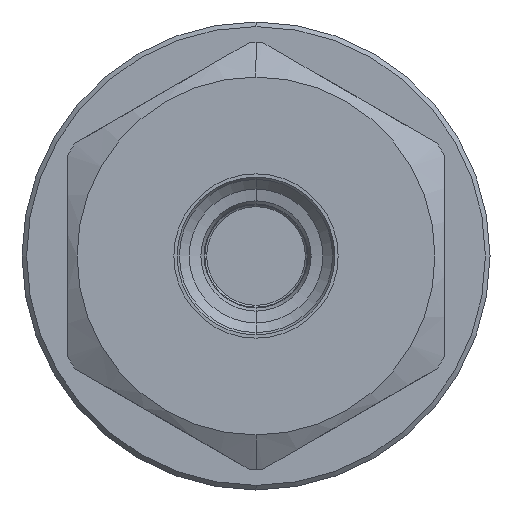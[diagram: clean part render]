
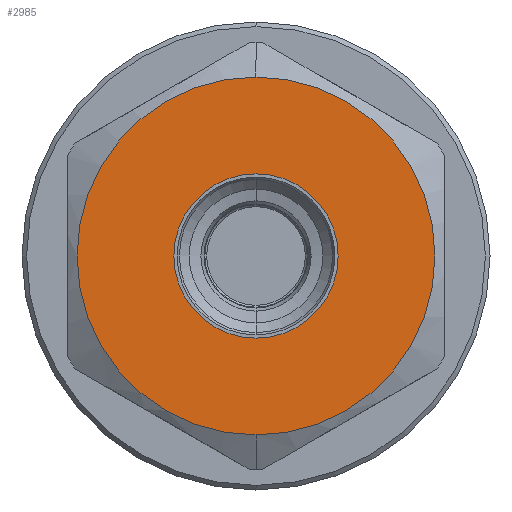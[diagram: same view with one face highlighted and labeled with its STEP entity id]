
A CAD part, left-side view. The second image highlights one B-rep face of the part: STEP entity #2985.
In plain terms, the highlighted planar face has unit normal (-1, 0, 0).
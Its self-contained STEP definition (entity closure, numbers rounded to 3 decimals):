
#485 = EDGE_CURVE ( 'NONE', #7296, #1404, #6065, .T. ) ;
#850 = ORIENTED_EDGE ( 'NONE', *, *, #1057, .T. ) ;
#942 = ORIENTED_EDGE ( 'NONE', *, *, #7378, .F. ) ;
#990 = CARTESIAN_POINT ( 'NONE',  ( 0., 0., 0. ) ) ;
#1014 = DIRECTION ( 'NONE',  ( -1., 0., 0. ) ) ;
#1047 = DIRECTION ( 'NONE',  ( 0., 0., 1. ) ) ;
#1057 = EDGE_CURVE ( 'NONE', #1404, #7296, #4851, .T. ) ;
#1404 = VERTEX_POINT ( 'NONE', #2812 ) ;
#1607 = FACE_BOUND ( 'NONE', #1614, .T. ) ;
#1614 = EDGE_LOOP ( 'NONE', ( #942, #3320 ) ) ;
#1953 = VERTEX_POINT ( 'NONE', #3890 ) ;
#2014 = DIRECTION ( 'NONE',  ( 1., 0., 0. ) ) ;
#2312 = DIRECTION ( 'NONE',  ( 0., 0., -1. ) ) ;
#2464 = CARTESIAN_POINT ( 'NONE',  ( 0., 0., -8.955 ) ) ;
#2468 = AXIS2_PLACEMENT_3D ( 'NONE', #7046, #7025, #7222 ) ;
#2724 = DIRECTION ( 'NONE',  ( -1., 0., 0. ) ) ;
#2802 = EDGE_CURVE ( 'NONE', #6370, #1953, #7056, .T. ) ;
#2812 = CARTESIAN_POINT ( 'NONE',  ( 0., 0., 19.5 ) ) ;
#2985 = ADVANCED_FACE ( 'NONE', ( #1607, #3214 ), #7262, .F. ) ;
#3214 = FACE_OUTER_BOUND ( 'NONE', #6657, .T. ) ;
#3319 = AXIS2_PLACEMENT_3D ( 'NONE', #6221, #2724, #6797 ) ;
#3320 = ORIENTED_EDGE ( 'NONE', *, *, #2802, .F. ) ;
#3890 = CARTESIAN_POINT ( 'NONE',  ( 0., 0., 8.955 ) ) ;
#4081 = CIRCLE ( 'NONE', #3319, 8.955 ) ;
#4328 = AXIS2_PLACEMENT_3D ( 'NONE', #6133, #6104, #5535 ) ;
#4347 = CARTESIAN_POINT ( 'NONE',  ( 0., 0., -19.5 ) ) ;
#4851 = CIRCLE ( 'NONE', #2468, 19.5 ) ;
#5155 = AXIS2_PLACEMENT_3D ( 'NONE', #990, #1014, #1047 ) ;
#5535 = DIRECTION ( 'NONE',  ( 0., 0., 1. ) ) ;
#6065 = CIRCLE ( 'NONE', #5155, 19.5 ) ;
#6104 = DIRECTION ( 'NONE',  ( -1., 0., 0. ) ) ;
#6118 = ORIENTED_EDGE ( 'NONE', *, *, #485, .T. ) ;
#6133 = CARTESIAN_POINT ( 'NONE',  ( 0., 0., 0. ) ) ;
#6221 = CARTESIAN_POINT ( 'NONE',  ( 0., 0., 0. ) ) ;
#6370 = VERTEX_POINT ( 'NONE', #2464 ) ;
#6657 = EDGE_LOOP ( 'NONE', ( #6118, #850 ) ) ;
#6797 = DIRECTION ( 'NONE',  ( 0., 0., 1. ) ) ;
#7025 = DIRECTION ( 'NONE',  ( -1., 0., 0. ) ) ;
#7046 = CARTESIAN_POINT ( 'NONE',  ( 0., 0., 0. ) ) ;
#7056 = CIRCLE ( 'NONE', #4328, 8.955 ) ;
#7222 = DIRECTION ( 'NONE',  ( 0., 0., 1. ) ) ;
#7238 = AXIS2_PLACEMENT_3D ( 'NONE', #7291, #2014, #2312 ) ;
#7262 = PLANE ( 'NONE',  #7238 ) ;
#7291 = CARTESIAN_POINT ( 'NONE',  ( 0., 8.955, 0. ) ) ;
#7296 = VERTEX_POINT ( 'NONE', #4347 ) ;
#7378 = EDGE_CURVE ( 'NONE', #1953, #6370, #4081, .T. ) ;
